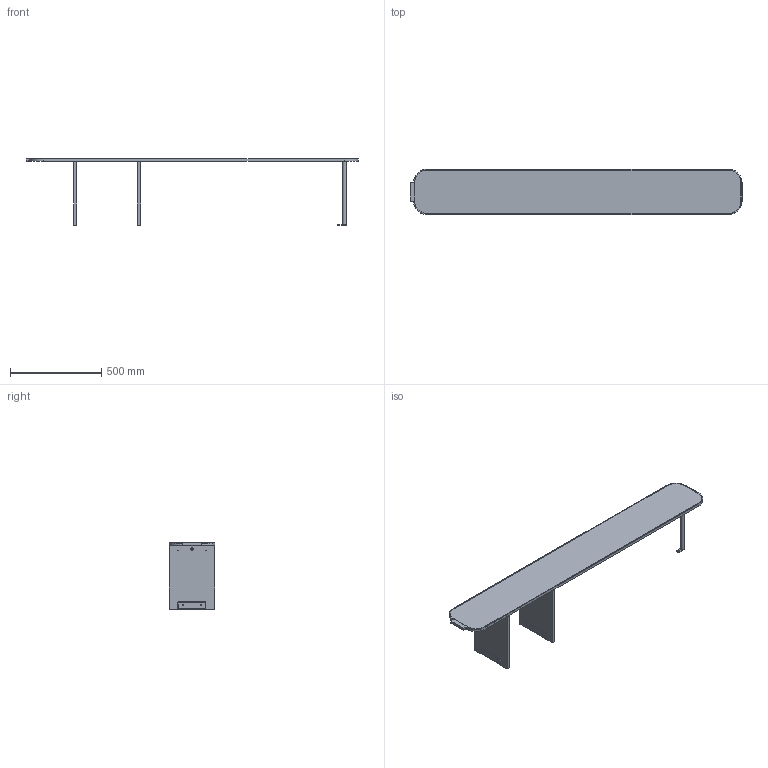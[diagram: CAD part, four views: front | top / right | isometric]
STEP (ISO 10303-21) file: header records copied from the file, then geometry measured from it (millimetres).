
FILE_DESCRIPTION(('STEP AP203'),'2;1');
FILE_NAME('COMPLESSIVO MALUGA.stp','2024-07-01T11:17:55',(''),(''),'2009.3.110','THINKDESIGN','');
FILE_SCHEMA(('CONFIG_CONTROL_DESIGN'));
Length unit declared in the file: millimetre
Bounding box: 1820 x 250 x 365 mm (x, y, z)
Volume: 9791065.7 mm3; surface area: 2316127.1 mm2
Topology: 9 solids, 9 shells, 187 faces, 510 edges, 356 vertices
Faces by surface type: plane 87, cylinder 78, bspline 22
Full cylindrical faces by diameter (mm): 2.5 x4, 3.623 x1, 4 x2, 5.2 x3, 5.5 x1, 6.5 x1, 8 x12, 13.5 x2, 17 x1, 20 x1
Entity records: 7114 total; most frequent: CARTESIAN_POINT 2052, DIRECTION 1043, ORIENTED_EDGE 1020, EDGE_CURVE 510, AXIS2_PLACEMENT_3D 393, VERTEX_POINT 356, VECTOR 257, LINE 257
